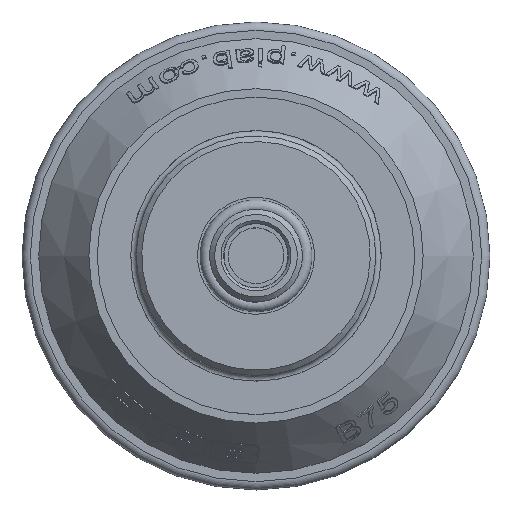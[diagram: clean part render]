
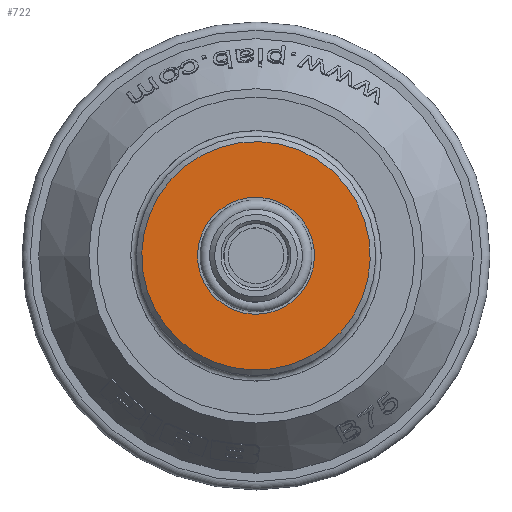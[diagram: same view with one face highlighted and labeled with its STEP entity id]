
A CAD part, top view. The second image highlights one B-rep face of the part: STEP entity #722.
In plain terms, the highlighted planar face has unit normal (0, 0, 1).
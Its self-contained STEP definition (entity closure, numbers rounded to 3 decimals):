
#722 = ADVANCED_FACE( '', ( #1600, #1601 ), #1602, .T. );
#1600 = FACE_OUTER_BOUND( '', #2753, .T. );
#1601 = FACE_BOUND( '', #2754, .T. );
#1602 = PLANE( '', #2755 );
#2753 = EDGE_LOOP( '', ( #4644 ) );
#2754 = EDGE_LOOP( '', ( #4645 ) );
#2755 = AXIS2_PLACEMENT_3D( '', #4646, #4647, #4648 );
#4644 = ORIENTED_EDGE( '', *, *, #7470, .T. );
#4645 = ORIENTED_EDGE( '', *, *, #7471, .T. );
#4646 = CARTESIAN_POINT( '', ( -21.5, 0., 6.5 ) );
#4647 = DIRECTION( '', ( 0., 0., 1. ) );
#4648 = DIRECTION( '', ( 1., 0., 0. ) );
#7470 = EDGE_CURVE( '', #8925, #8925, #8926, .T. );
#7471 = EDGE_CURVE( '', #8927, #8927, #8928, .T. );
#8925 = VERTEX_POINT( '', #12378 );
#8926 = CIRCLE( '', #12379, 20.5 );
#8927 = VERTEX_POINT( '', #12380 );
#8928 = CIRCLE( '', #12381, 10.5 );
#12378 = CARTESIAN_POINT( '', ( 20.5, 0., 6.5 ) );
#12379 = AXIS2_PLACEMENT_3D( '', #15380, #15381, #15382 );
#12380 = CARTESIAN_POINT( '', ( -10.5, 0., 6.5 ) );
#12381 = AXIS2_PLACEMENT_3D( '', #15383, #15384, #15385 );
#15380 = CARTESIAN_POINT( '', ( 0., 0., 6.5 ) );
#15381 = DIRECTION( '', ( 0., 0., 1. ) );
#15382 = DIRECTION( '', ( 1., 0., 0. ) );
#15383 = CARTESIAN_POINT( '', ( 0., 0., 6.5 ) );
#15384 = DIRECTION( '', ( 0., 0., -1. ) );
#15385 = DIRECTION( '', ( -1., 0., 0. ) );
